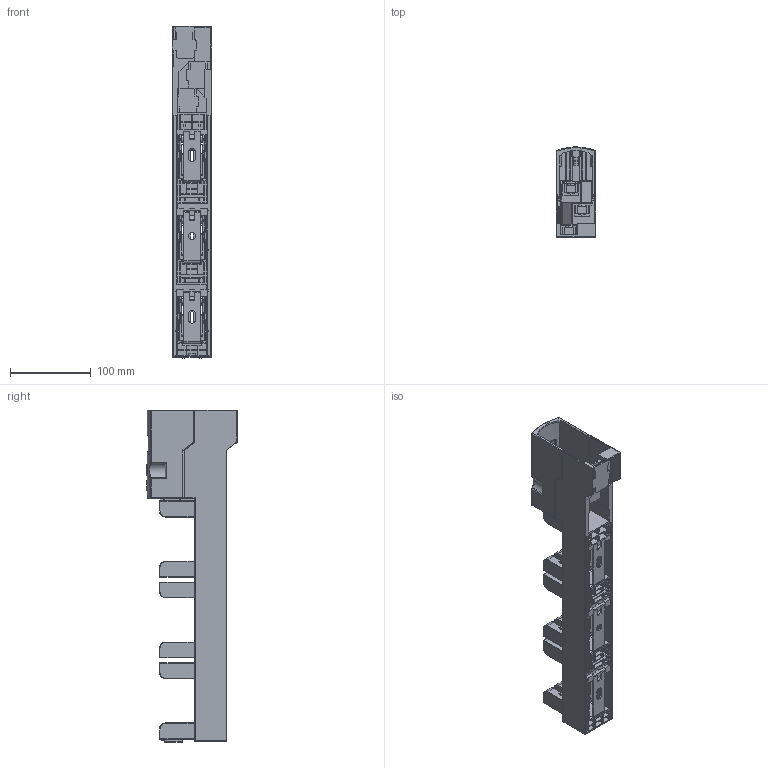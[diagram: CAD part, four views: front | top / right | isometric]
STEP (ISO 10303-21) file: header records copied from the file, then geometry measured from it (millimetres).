
FILE_DESCRIPTION((''),'2;1');
FILE_NAME('VL00-100_EK_M8_ASM','2022-06-20T07:39:59',('klemen.sitar'),('Audax d.o.o.'),'CREO PARAMETRIC BY PTC INC, 2021304','CREO PARAMETRIC BY PTC INC, 2021304','');
FILE_SCHEMA(('AP242_MANAGED_MODEL_BASED_3D_ENGINEERING_MIM_LF { 1 0 10303 442 1 1 4 }'));
Products named in the file (24): KONTAKT_GORNJI_2; KONTAKT_GORNJI_1; OSNOVA_0P-00; ZASTITNE_KAPE_0P-00; EXTRUDE20_2_; FILLET4; EXTRUDE20_1_; EXTRUDE10_2_; NONE; EXTRUDE16; EXTRUDE10_1_; EXTRUDE17; FILLET5; ZASTITA_SABIRNICA_0P-00_ASM; PRIKLJUCAK_L1-L3; KONTAKT_DONJI-96094; PRIKLJUAK_L1L3_KOM0001_ASM; KONTAKT_DONJI-5380; PRIKLJUCAK_L2-L2; PRIKLJUAK_L2L2_KOM0001_ASM; POKLOPAC_PRIKLJUCAKA_0P-00; PRIKLJUAK_L3-L10; ETI_LOGO; VL00-100_EK_M8_ASM
Assembly tree (26 placements, depth 3):
  VL00-100_EK_M8_ASM
    KONTAKT_GORNJI_2
    KONTAKT_GORNJI_1  x2
    OSNOVA_0P-00
    ZASTITNE_KAPE_0P-00
    ZASTITA_SABIRNICA_0P-00_ASM  x3
      EXTRUDE20_2_
      FILLET4
      EXTRUDE20_1_
      EXTRUDE10_2_
      NONE
      EXTRUDE16
      EXTRUDE10_1_
      EXTRUDE17
      FILLET5
    PRIKLJUAK_L1L3_KOM0001_ASM
      PRIKLJUCAK_L1-L3
      KONTAKT_DONJI-96094
    PRIKLJUAK_L2L2_KOM0001_ASM
      KONTAKT_DONJI-5380
      PRIKLJUCAK_L2-L2
    POKLOPAC_PRIKLJUCAKA_0P-00
    PRIKLJUAK_L3-L10
    ETI_LOGO
Bounding box: 49.1 x 111.66 x 411.1 mm (x, y, z)
Volume: 320854.7 mm3; surface area: 400893.6 mm2
Topology: 40 solids, 44 shells, 3459 faces, 9294 edges, 5930 vertices
Faces by surface type: plane 2562, cylinder 641, extrusion 158, sphere 51, cone 17, torus 16, bspline 14
Entity records: 172819 total; most frequent: CARTESIAN_POINT 47105, ORIENTED_EDGE 16426, DIRECTION 14842, PRESENTATION_STYLE_ASSIGNMENT 11469, STYLED_ITEM 11469, CURVE_STYLE 8399, EDGE_CURVE 8215, VECTOR 6822
